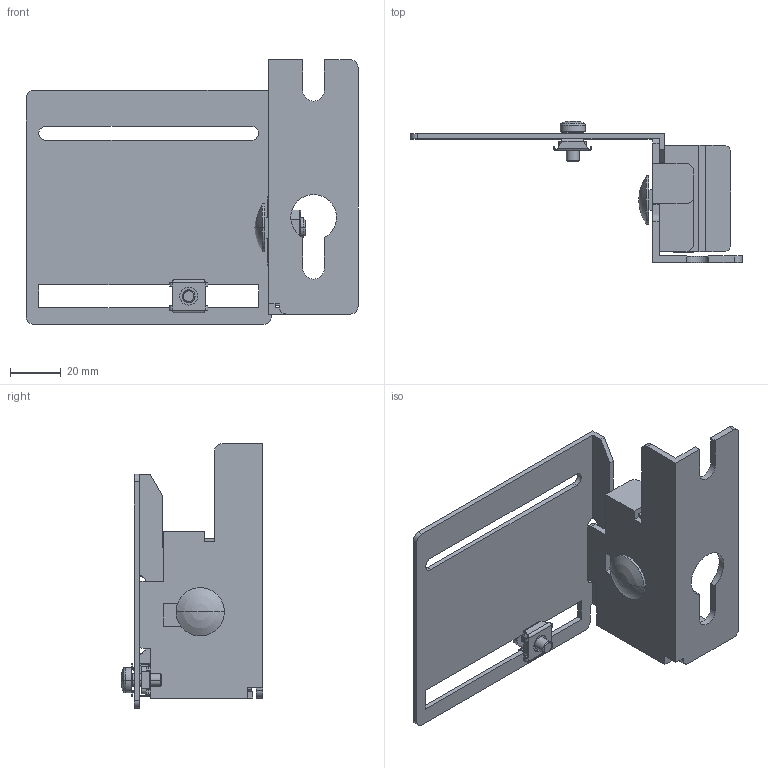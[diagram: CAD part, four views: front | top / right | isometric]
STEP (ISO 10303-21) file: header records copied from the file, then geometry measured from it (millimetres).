
FILE_DESCRIPTION((''),'2;1');
FILE_NAME('640078P01_ASM','2023-05-23T15:16:28',('sivasanker.y'),(''),'CREO PARAMETRIC BY PTC INC, 2021284','CREO PARAMETRIC BY PTC INC, 2021284','');
FILE_SCHEMA(('CONFIG_CONTROL_DESIGN'));
Length unit declared in the file: millimetre
Products named in the file (9): 640068IP101; 640060IP201; 60148801; 60001701; 622273M; 624598M; 713694M_ASM; 71369401_ASM; 640078P01_ASM
Assembly tree (8 placements, depth 4):
  640078P01_ASM
    640068IP101
    640060IP201
    60148801
    60001701
    71369401_ASM
      713694M_ASM
        622273M
        624598M
Bounding box: 130.59 x 55.65 x 104 mm (x, y, z)
Volume: 44314 mm3; surface area: 44329.6 mm2
Topology: 6 solids, 6 shells, 287 faces, 703 edges, 429 vertices
Faces by surface type: plane 188, cylinder 75, cone 10, bspline 8, torus 4, sphere 2
Entity records: 9067 total; most frequent: CARTESIAN_POINT 2128, ORIENTED_EDGE 1402, DIRECTION 1401, EDGE_CURVE 701, VECTOR 491, LINE 491, AXIS2_PLACEMENT_3D 455, VERTEX_POINT 429
